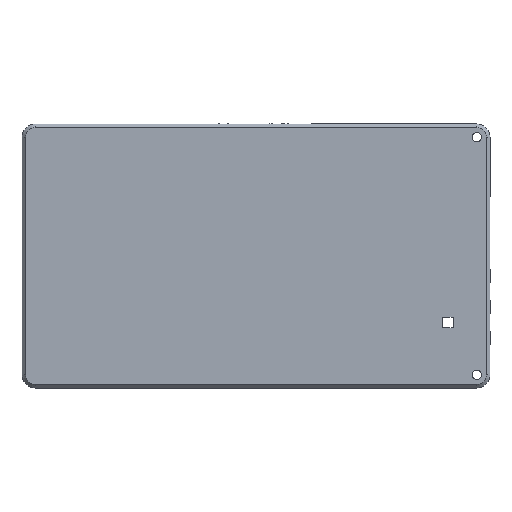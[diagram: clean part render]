
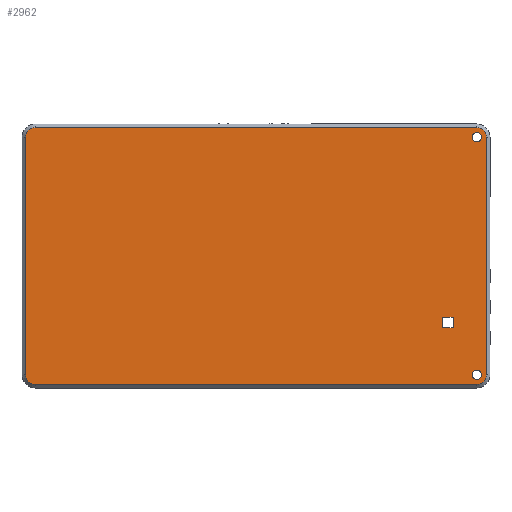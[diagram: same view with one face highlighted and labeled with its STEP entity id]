
A CAD part, front view. The second image highlights one B-rep face of the part: STEP entity #2962.
In plain terms, the highlighted planar face has unit normal (0, -1, 0).
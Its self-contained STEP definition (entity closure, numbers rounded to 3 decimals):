
#342 = DIRECTION ( 'NONE',  ( 0., -1., 0. ) ) ;
#354 = DIRECTION ( 'NONE',  ( 0., 0., -1. ) ) ;
#356 = CARTESIAN_POINT ( 'NONE',  ( 104.5, 0., 49.5 ) ) ;
#377 = DIRECTION ( 'NONE',  ( 0., -1., 0. ) ) ;
#379 = DIRECTION ( 'NONE',  ( 0., 0., -1. ) ) ;
#395 = CARTESIAN_POINT ( 'NONE',  ( 104.5, 0., -49.5 ) ) ;
#1255 = DIRECTION ( 'NONE',  ( 0., -1., 0. ) ) ;
#1277 = CARTESIAN_POINT ( 'NONE',  ( 104.5, 0., -49.5 ) ) ;
#1278 = DIRECTION ( 'NONE',  ( 0., 0., -1. ) ) ;
#1336 = AXIS2_PLACEMENT_3D ( 'NONE', #395, #377, #379 ) ;
#1343 = AXIS2_PLACEMENT_3D ( 'NONE', #356, #342, #354 ) ;
#1387 = AXIS2_PLACEMENT_3D ( 'NONE', #2021, #2054, #2041 ) ;
#1394 = AXIS2_PLACEMENT_3D ( 'NONE', #2154, #2131, #2126 ) ;
#1395 = AXIS2_PLACEMENT_3D ( 'NONE', #2162, #2137, #2129 ) ;
#1408 = AXIS2_PLACEMENT_3D ( 'NONE', #1758, #1727, #1720 ) ;
#1409 = AXIS2_PLACEMENT_3D ( 'NONE', #1956, #1931, #1964 ) ;
#1423 = AXIS2_PLACEMENT_3D ( 'NONE', #1277, #1255, #1278 ) ;
#1482 = CIRCLE ( 'NONE', #1408, 4. ) ;
#1487 = VECTOR ( 'NONE', #1743, 1000. ) ;
#1502 = LINE ( 'NONE', #1785, #1503 ) ;
#1503 = VECTOR ( 'NONE', #1806, 1000. ) ;
#1515 = CIRCLE ( 'NONE', #1423, 1.95 ) ;
#1522 = LINE ( 'NONE', #1715, #1487 ) ;
#1529 = LINE ( 'NONE', #1905, #1546 ) ;
#1546 = VECTOR ( 'NONE', #1909, 1000. ) ;
#1549 = LINE ( 'NONE', #1895, #1560 ) ;
#1560 = VECTOR ( 'NONE', #1913, 1000. ) ;
#1571 = LINE ( 'NONE', #1813, #1577 ) ;
#1577 = VECTOR ( 'NONE', #1769, 1000. ) ;
#1584 = CIRCLE ( 'NONE', #1409, 4. ) ;
#1597 = VECTOR ( 'NONE', #2065, 1000. ) ;
#1633 = CIRCLE ( 'NONE', #1387, 1.95 ) ;
#1636 = LINE ( 'NONE', #2036, #1597 ) ;
#1646 = VECTOR ( 'NONE', #2012, 1000. ) ;
#1648 = LINE ( 'NONE', #1983, #1646 ) ;
#1663 = CIRCLE ( 'NONE', #1395, 4. ) ;
#1676 = CIRCLE ( 'NONE', #1394, 4. ) ;
#1691 = LINE ( 'NONE', #2081, #1693 ) ;
#1693 = VECTOR ( 'NONE', #2102, 1000. ) ;
#1715 = CARTESIAN_POINT ( 'NONE',  ( 90.15, 0., -25.475 ) ) ;
#1720 = DIRECTION ( 'NONE',  ( 0., 0., 1. ) ) ;
#1727 = DIRECTION ( 'NONE',  ( 0., -1., 0. ) ) ;
#1743 = DIRECTION ( 'NONE',  ( 1., 0., 0. ) ) ;
#1758 = CARTESIAN_POINT ( 'NONE',  ( 104.5, 0., -49.5 ) ) ;
#1769 = DIRECTION ( 'NONE',  ( 0., 0., -1. ) ) ;
#1785 = CARTESIAN_POINT ( 'NONE',  ( -83.5, 0., -49.5 ) ) ;
#1806 = DIRECTION ( 'NONE',  ( 0., 0., -1. ) ) ;
#1813 = CARTESIAN_POINT ( 'NONE',  ( 94.65, 0., -29.975 ) ) ;
#1895 = CARTESIAN_POINT ( 'NONE',  ( -79.5, 0., -53.5 ) ) ;
#1905 = CARTESIAN_POINT ( 'NONE',  ( 90.15, 0., -29.975 ) ) ;
#1909 = DIRECTION ( 'NONE',  ( -1., 0., 0. ) ) ;
#1913 = DIRECTION ( 'NONE',  ( 1., 0., 0. ) ) ;
#1931 = DIRECTION ( 'NONE',  ( 0., -1., 0. ) ) ;
#1956 = CARTESIAN_POINT ( 'NONE',  ( -79.5, 0., 49.5 ) ) ;
#1964 = DIRECTION ( 'NONE',  ( 0., 0., 1. ) ) ;
#1983 = CARTESIAN_POINT ( 'NONE',  ( -79.5, 0., 53.5 ) ) ;
#2012 = DIRECTION ( 'NONE',  ( -1., 0., 0. ) ) ;
#2021 = CARTESIAN_POINT ( 'NONE',  ( 104.5, 0., 49.5 ) ) ;
#2036 = CARTESIAN_POINT ( 'NONE',  ( 108.5, 0., -49.5 ) ) ;
#2041 = DIRECTION ( 'NONE',  ( 0., 0., -1. ) ) ;
#2054 = DIRECTION ( 'NONE',  ( 0., -1., 0. ) ) ;
#2065 = DIRECTION ( 'NONE',  ( 0., 0., 1. ) ) ;
#2081 = CARTESIAN_POINT ( 'NONE',  ( 90.15, 0., -29.975 ) ) ;
#2102 = DIRECTION ( 'NONE',  ( 0., 0., 1. ) ) ;
#2126 = DIRECTION ( 'NONE',  ( 0., 0., 1. ) ) ;
#2129 = DIRECTION ( 'NONE',  ( 0., 0., 1. ) ) ;
#2131 = DIRECTION ( 'NONE',  ( 0., -1., 0. ) ) ;
#2137 = DIRECTION ( 'NONE',  ( 0., -1., 0. ) ) ;
#2154 = CARTESIAN_POINT ( 'NONE',  ( 104.5, 0., 49.5 ) ) ;
#2162 = CARTESIAN_POINT ( 'NONE',  ( -79.5, 0., -49.5 ) ) ;
#2170 = CARTESIAN_POINT ( 'NONE',  ( 104.5, 0., 53.5 ) ) ;
#2174 = CARTESIAN_POINT ( 'NONE',  ( 108.5, 0., 49.5 ) ) ;
#2962 = ADVANCED_FACE ( 'NONE', ( #3301, #3273, #3298, #3313 ), #7011, .F. ) ;
#3273 = FACE_BOUND ( 'NONE', #5433, .T. ) ;
#3298 = FACE_BOUND ( 'NONE', #5427, .T. ) ;
#3301 = FACE_BOUND ( 'NONE', #5421, .T. ) ;
#3313 = FACE_OUTER_BOUND ( 'NONE', #5417, .T. ) ;
#4121 = CIRCLE ( 'NONE', #1343, 1.95 ) ;
#4183 = CIRCLE ( 'NONE', #1336, 1.95 ) ;
#4590 = VERTEX_POINT ( 'NONE', #8946 ) ;
#4597 = VERTEX_POINT ( 'NONE', #8919 ) ;
#4598 = VERTEX_POINT ( 'NONE', #8924 ) ;
#4599 = VERTEX_POINT ( 'NONE', #8920 ) ;
#4615 = VERTEX_POINT ( 'NONE', #8962 ) ;
#4622 = VERTEX_POINT ( 'NONE', #8937 ) ;
#4624 = VERTEX_POINT ( 'NONE', #8964 ) ;
#4628 = VERTEX_POINT ( 'NONE', #8939 ) ;
#4629 = VERTEX_POINT ( 'NONE', #8957 ) ;
#4642 = VERTEX_POINT ( 'NONE', #9781 ) ;
#4767 = VERTEX_POINT ( 'NONE', #9927 ) ;
#4784 = VERTEX_POINT ( 'NONE', #9882 ) ;
#4788 = VERTEX_POINT ( 'NONE', #9919 ) ;
#4797 = VERTEX_POINT ( 'NONE', #9886 ) ;
#5216 = ORIENTED_EDGE ( 'NONE', *, *, #7694, .T. ) ;
#5235 = ORIENTED_EDGE ( 'NONE', *, *, #7775, .T. ) ;
#5267 = ORIENTED_EDGE ( 'NONE', *, *, #7692, .T. ) ;
#5276 = ORIENTED_EDGE ( 'NONE', *, *, #7677, .T. ) ;
#5282 = ORIENTED_EDGE ( 'NONE', *, *, #7718, .T. ) ;
#5283 = ORIENTED_EDGE ( 'NONE', *, *, #7744, .T. ) ;
#5292 = ORIENTED_EDGE ( 'NONE', *, *, #7750, .F. ) ;
#5293 = ORIENTED_EDGE ( 'NONE', *, *, #7715, .T. ) ;
#5297 = ORIENTED_EDGE ( 'NONE', *, *, #7788, .T. ) ;
#5310 = ORIENTED_EDGE ( 'NONE', *, *, #7756, .T. ) ;
#5311 = ORIENTED_EDGE ( 'NONE', *, *, #7782, .T. ) ;
#5316 = ORIENTED_EDGE ( 'NONE', *, *, #7685, .T. ) ;
#5319 = ORIENTED_EDGE ( 'NONE', *, *, #7463, .F. ) ;
#5321 = ORIENTED_EDGE ( 'NONE', *, *, #7671, .F. ) ;
#5322 = ORIENTED_EDGE ( 'NONE', *, *, #7725, .T. ) ;
#5337 = ORIENTED_EDGE ( 'NONE', *, *, #7432, .F. ) ;
#5417 = EDGE_LOOP ( 'NONE', ( #5322, #5267, #5311, #5293, #5316, #5310, #5297, #5283 ) ) ;
#5421 = EDGE_LOOP ( 'NONE', ( #5321, #5319 ) ) ;
#5427 = EDGE_LOOP ( 'NONE', ( #5276, #5216, #5282, #5235 ) ) ;
#5433 = EDGE_LOOP ( 'NONE', ( #5292, #5337 ) ) ;
#6355 = AXIS2_PLACEMENT_3D ( 'NONE', #6973, #6991, #6968 ) ;
#6968 = DIRECTION ( 'NONE',  ( 0., 0., 1. ) ) ;
#6973 = CARTESIAN_POINT ( 'NONE',  ( -79.5, 0., -49.5 ) ) ;
#6991 = DIRECTION ( 'NONE',  ( 0., 1., 0. ) ) ;
#7011 = PLANE ( 'NONE',  #6355 ) ;
#7432 = EDGE_CURVE ( 'NONE', #4797, #4784, #4121, .T. ) ;
#7463 = EDGE_CURVE ( 'NONE', #4788, #4767, #4183, .T. ) ;
#7671 = EDGE_CURVE ( 'NONE', #4767, #4788, #1515, .T. ) ;
#7677 = EDGE_CURVE ( 'NONE', #4615, #4597, #1522, .T. ) ;
#7685 = EDGE_CURVE ( 'NONE', #4629, #4599, #1482, .T. ) ;
#7692 = EDGE_CURVE ( 'NONE', #4590, #4598, #1502, .T. ) ;
#7694 = EDGE_CURVE ( 'NONE', #4597, #4624, #1571, .T. ) ;
#7715 = EDGE_CURVE ( 'NONE', #4622, #4629, #1549, .T. ) ;
#7718 = EDGE_CURVE ( 'NONE', #4624, #4628, #1529, .T. ) ;
#7725 = EDGE_CURVE ( 'NONE', #4642, #4590, #1584, .T. ) ;
#7744 = EDGE_CURVE ( 'NONE', #8141, #4642, #1648, .T. ) ;
#7750 = EDGE_CURVE ( 'NONE', #4784, #4797, #1633, .T. ) ;
#7756 = EDGE_CURVE ( 'NONE', #4599, #8100, #1636, .T. ) ;
#7775 = EDGE_CURVE ( 'NONE', #4628, #4615, #1691, .T. ) ;
#7782 = EDGE_CURVE ( 'NONE', #4598, #4622, #1663, .T. ) ;
#7788 = EDGE_CURVE ( 'NONE', #8100, #8141, #1676, .T. ) ;
#8100 = VERTEX_POINT ( 'NONE', #2174 ) ;
#8141 = VERTEX_POINT ( 'NONE', #2170 ) ;
#8919 = CARTESIAN_POINT ( 'NONE',  ( 94.65, 0., -25.475 ) ) ;
#8920 = CARTESIAN_POINT ( 'NONE',  ( 108.5, 0., -49.5 ) ) ;
#8924 = CARTESIAN_POINT ( 'NONE',  ( -83.5, 0., -49.5 ) ) ;
#8937 = CARTESIAN_POINT ( 'NONE',  ( -79.5, 0., -53.5 ) ) ;
#8939 = CARTESIAN_POINT ( 'NONE',  ( 90.15, 0., -29.975 ) ) ;
#8946 = CARTESIAN_POINT ( 'NONE',  ( -83.5, 0., 49.5 ) ) ;
#8957 = CARTESIAN_POINT ( 'NONE',  ( 104.5, 0., -53.5 ) ) ;
#8962 = CARTESIAN_POINT ( 'NONE',  ( 90.15, 0., -25.475 ) ) ;
#8964 = CARTESIAN_POINT ( 'NONE',  ( 94.65, 0., -29.975 ) ) ;
#9781 = CARTESIAN_POINT ( 'NONE',  ( -79.5, 0., 53.5 ) ) ;
#9882 = CARTESIAN_POINT ( 'NONE',  ( 104.5, 0., 47.55 ) ) ;
#9886 = CARTESIAN_POINT ( 'NONE',  ( 104.5, 0., 51.45 ) ) ;
#9919 = CARTESIAN_POINT ( 'NONE',  ( 104.5, 0., -47.55 ) ) ;
#9927 = CARTESIAN_POINT ( 'NONE',  ( 104.5, 0., -51.45 ) ) ;
